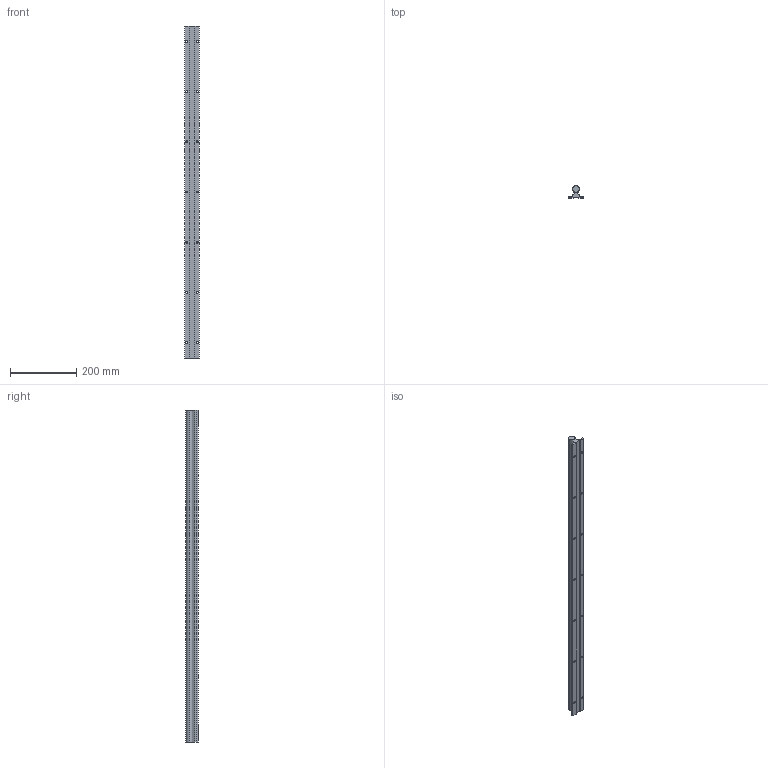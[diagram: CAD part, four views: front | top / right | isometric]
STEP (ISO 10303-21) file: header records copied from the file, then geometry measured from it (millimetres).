
FILE_DESCRIPTION (( 'STEP AP214' ), '1' );
FILE_NAME ('SBR20 linear supported rail.STEP', '2012-01-13T20:03:42', ( '' ), ( '' ), 'SwSTEP 2.0', 'SolidWorks 2012', '' );
FILE_SCHEMA (( 'AUTOMOTIVE_DESIGN' ));
Length unit declared in the file: millimetre
Products named in the file (1): SBR20 linear supported rail
Bounding box: 45 x 37 x 1000 mm (x, y, z)
Volume: 682858.9 mm3; surface area: 189124.6 mm2
Topology: 2 solids, 2 shells, 51 faces, 141 edges, 94 vertices
Faces by surface type: cylinder 30, plane 21
Entity records: 1754 total; most frequent: DIRECTION 305, CARTESIAN_POINT 287, ORIENTED_EDGE 282, EDGE_CURVE 141, AXIS2_PLACEMENT_3D 112, VERTEX_POINT 94, VECTOR 81, LINE 81
